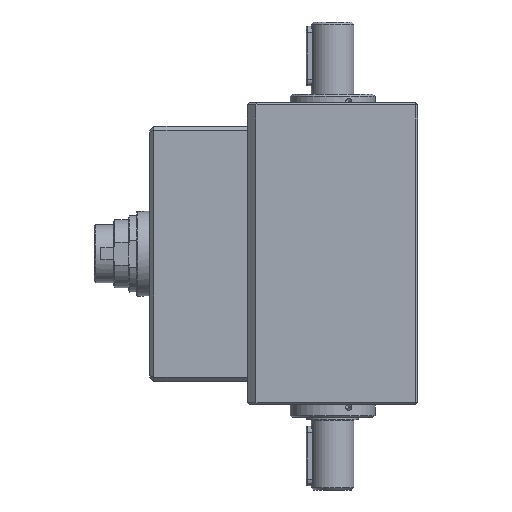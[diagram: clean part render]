
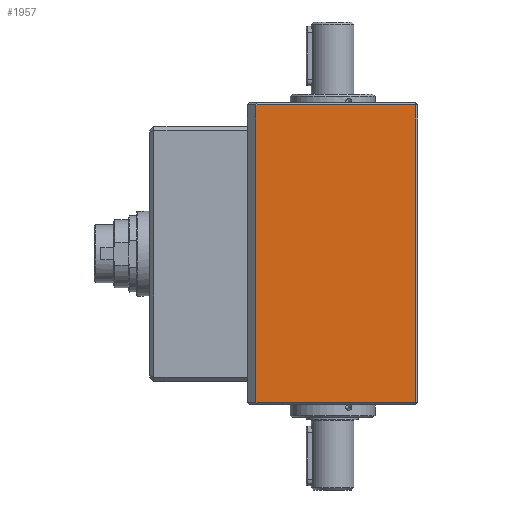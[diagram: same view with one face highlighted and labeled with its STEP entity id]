
A CAD part, front view. The second image highlights one B-rep face of the part: STEP entity #1957.
In plain terms, the highlighted face is planar.
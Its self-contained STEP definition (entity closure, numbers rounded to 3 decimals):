
#1957 = ADVANCED_FACE( '', ( #4126 ), #4127, .T. );
#4126 = FACE_OUTER_BOUND( '', #7024, .T. );
#4127 = PLANE( '', #7025 );
#7024 = EDGE_LOOP( '', ( #10691, #10692, #10693, #10694 ) );
#7025 = AXIS2_PLACEMENT_3D( '', #10695, #10696, #10697 );
#10691 = ORIENTED_EDGE( '', *, *, #15987, .T. );
#10692 = ORIENTED_EDGE( '', *, *, #15971, .T. );
#10693 = ORIENTED_EDGE( '', *, *, #15988, .T. );
#10694 = ORIENTED_EDGE( '', *, *, #15989, .T. );
#10695 = CARTESIAN_POINT( '', ( -20., -20., 71. ) );
#10696 = DIRECTION( '', ( -1., 0., 0. ) );
#10697 = DIRECTION( '', ( 0., 0., 1. ) );
#15971 = EDGE_CURVE( '', #18745, #18743, #18746, .T. );
#15987 = EDGE_CURVE( '', #18769, #18745, #18770, .T. );
#15988 = EDGE_CURVE( '', #18743, #18771, #18772, .T. );
#15989 = EDGE_CURVE( '', #18771, #18769, #18773, .T. );
#18743 = VERTEX_POINT( '', #22483 );
#18745 = VERTEX_POINT( '', #22486 );
#18746 = LINE( '', #22487, #22488 );
#18769 = VERTEX_POINT( '', #22518 );
#18770 = LINE( '', #22519, #22520 );
#18771 = VERTEX_POINT( '', #22521 );
#18772 = LINE( '', #22522, #22523 );
#18773 = LINE( '', #22524, #22525 );
#22483 = CARTESIAN_POINT( '', ( -20., 18., 0.5 ) );
#22486 = CARTESIAN_POINT( '', ( -20., 18., 70.5 ) );
#22487 = CARTESIAN_POINT( '', ( -20., 18., 71. ) );
#22488 = VECTOR( '', #26121, 1000. );
#22518 = CARTESIAN_POINT( '', ( -20., -19.5, 70.5 ) );
#22519 = CARTESIAN_POINT( '', ( -20., 20., 70.5 ) );
#22520 = VECTOR( '', #26138, 1000. );
#22521 = CARTESIAN_POINT( '', ( -20., -19.5, 0.5 ) );
#22522 = CARTESIAN_POINT( '', ( -20., -20., 0.5 ) );
#22523 = VECTOR( '', #26139, 1000. );
#22524 = CARTESIAN_POINT( '', ( -20., -19.5, 71. ) );
#22525 = VECTOR( '', #26140, 1000. );
#26121 = DIRECTION( '', ( 0., 0., -1. ) );
#26138 = DIRECTION( '', ( 0., 1., 0. ) );
#26139 = DIRECTION( '', ( 0., -1., 0. ) );
#26140 = DIRECTION( '', ( 0., 0., 1. ) );
